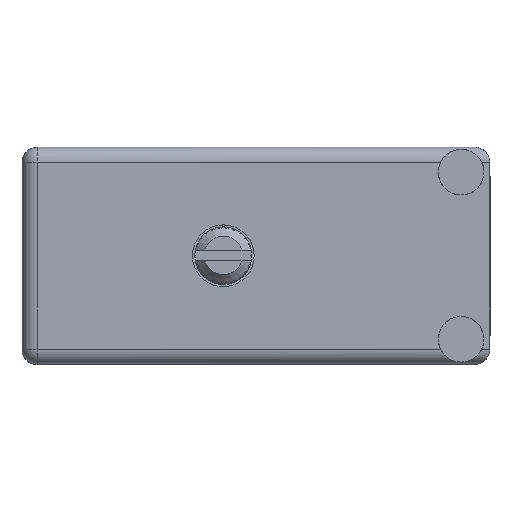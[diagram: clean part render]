
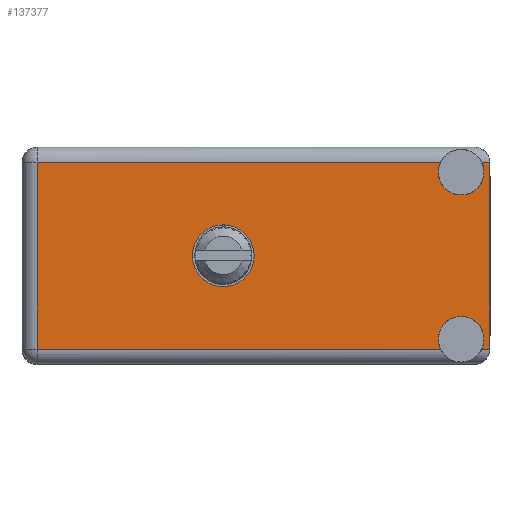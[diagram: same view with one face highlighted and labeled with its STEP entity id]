
A CAD part, top view. The second image highlights one B-rep face of the part: STEP entity #137377.
In plain terms, the highlighted face is planar.
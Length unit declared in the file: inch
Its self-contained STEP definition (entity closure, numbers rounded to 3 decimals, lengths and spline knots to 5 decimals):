
#4688 = VECTOR ( 'NONE', #128782, 39.37008 ) ;
#4743 = VERTEX_POINT ( 'NONE', #84003 ) ;
#5148 = EDGE_CURVE ( 'NONE', #106466, #19765, #65509, .T. ) ;
#5976 = CARTESIAN_POINT ( 'NONE',  ( 0., 0.906, -0.665 ) ) ;
#10687 = VERTEX_POINT ( 'NONE', #53620 ) ;
#12654 = VERTEX_POINT ( 'NONE', #153506 ) ;
#14294 = CARTESIAN_POINT ( 'NONE',  ( 0., 0.906, -0.715 ) ) ;
#15249 = VECTOR ( 'NONE', #40348, 39.37008 ) ;
#15638 = EDGE_CURVE ( 'NONE', #16736, #82809, #159032, .T. ) ;
#16226 = DIRECTION ( 'NONE',  ( 0., 1., 0. ) ) ;
#16439 = AXIS2_PLACEMENT_3D ( 'NONE', #100865, #144169, #56726 ) ;
#16736 = VERTEX_POINT ( 'NONE', #173975 ) ;
#19765 = VERTEX_POINT ( 'NONE', #56549 ) ;
#20118 = LINE ( 'NONE', #174377, #131313 ) ;
#20737 = CIRCLE ( 'NONE', #30818, 0.075 ) ;
#21147 = EDGE_CURVE ( 'NONE', #10687, #179080, #146645, .T. ) ;
#23487 = CARTESIAN_POINT ( 'NONE',  ( 1.445, 0.906, -0.5575 ) ) ;
#23495 = VERTEX_POINT ( 'NONE', #163010 ) ;
#23770 = ORIENTED_EDGE ( 'NONE', *, *, #50339, .F. ) ;
#27675 = CARTESIAN_POINT ( 'NONE',  ( 1.539, 0.906, -0.05 ) ) ;
#27925 = DIRECTION ( 'NONE',  ( 0., 0., 1. ) ) ;
#28558 = DIRECTION ( 'NONE',  ( 0., 1., 0. ) ) ;
#28668 = CARTESIAN_POINT ( 'NONE',  ( 1.445, 0.906, -0.0825 ) ) ;
#30609 = DIRECTION ( 'NONE',  ( -1., 0., 0. ) ) ;
#30818 = AXIS2_PLACEMENT_3D ( 'NONE', #65799, #169360, #181791 ) ;
#33242 = CARTESIAN_POINT ( 'NONE',  ( 1.37741, 0.906, -0.665 ) ) ;
#35107 = CIRCLE ( 'NONE', #135719, 0.075 ) ;
#37596 = EDGE_CURVE ( 'NONE', #4743, #23495, #20118, .T. ) ;
#38821 = CIRCLE ( 'NONE', #16439, 0.075 ) ;
#40348 = DIRECTION ( 'NONE',  ( -1., 0., 0. ) ) ;
#42905 = CARTESIAN_POINT ( 'NONE',  ( 0., 0.906, -0.665 ) ) ;
#44140 = LINE ( 'NONE', #102250, #4688 ) ;
#50339 = EDGE_CURVE ( 'NONE', #139918, #179080, #20737, .T. ) ;
#53620 = CARTESIAN_POINT ( 'NONE',  ( 1.539, 0.906, -0.665 ) ) ;
#55623 = EDGE_CURVE ( 'NONE', #165002, #139918, #117586, .T. ) ;
#56549 = CARTESIAN_POINT ( 'NONE',  ( 1.539, 0.906, -0.05 ) ) ;
#56726 = DIRECTION ( 'NONE',  ( 0., 0., 1. ) ) ;
#59793 = DIRECTION ( 'NONE',  ( 0., 0., 1. ) ) ;
#59952 = EDGE_LOOP ( 'NONE', ( #69056, #139616, #167131, #174364, #154193, #192106, #23770, #68315, #147715, #120332 ) ) ;
#61264 = CARTESIAN_POINT ( 'NONE',  ( 1.37741, 0.906, -0.05 ) ) ;
#63294 = VECTOR ( 'NONE', #88010, 39.37008 ) ;
#65509 = LINE ( 'NONE', #27675, #63294 ) ;
#65799 = CARTESIAN_POINT ( 'NONE',  ( 1.445, 0.906, -0.6325 ) ) ;
#66118 = EDGE_CURVE ( 'NONE', #106466, #12654, #35107, .T. ) ;
#68315 = ORIENTED_EDGE ( 'NONE', *, *, #55623, .F. ) ;
#69056 = ORIENTED_EDGE ( 'NONE', *, *, #179326, .T. ) ;
#69261 = FACE_OUTER_BOUND ( 'NONE', #59952, .T. ) ;
#71641 = CARTESIAN_POINT ( 'NONE',  ( 0.6625, 0.906, -0.3575 ) ) ;
#73829 = CARTESIAN_POINT ( 'NONE',  ( 1.51259, 0.906, -0.665 ) ) ;
#73899 = PLANE ( 'NONE',  #176062 ) ;
#77408 = EDGE_LOOP ( 'NONE', ( #91876, #96486 ) ) ;
#82809 = VERTEX_POINT ( 'NONE', #107281 ) ;
#84003 = CARTESIAN_POINT ( 'NONE',  ( 0.05, 0.906, -0.665 ) ) ;
#86552 = CARTESIAN_POINT ( 'NONE',  ( 0.6625, 0.906, -0.3575 ) ) ;
#88010 = DIRECTION ( 'NONE',  ( 1., 0., 0. ) ) ;
#88376 = DIRECTION ( 'NONE',  ( 0., 1., 0. ) ) ;
#91876 = ORIENTED_EDGE ( 'NONE', *, *, #15638, .F. ) ;
#93438 = EDGE_CURVE ( 'NONE', #12654, #106191, #38821, .T. ) ;
#96486 = ORIENTED_EDGE ( 'NONE', *, *, #106760, .F. ) ;
#99394 = DIRECTION ( 'NONE',  ( 0., 0., 1. ) ) ;
#100865 = CARTESIAN_POINT ( 'NONE',  ( 1.445, 0.906, -0.0825 ) ) ;
#102250 = CARTESIAN_POINT ( 'NONE',  ( 1.539, 0.906, 0. ) ) ;
#102687 = VECTOR ( 'NONE', #30609, 39.37008 ) ;
#105841 = LINE ( 'NONE', #42905, #15249 ) ;
#106191 = VERTEX_POINT ( 'NONE', #61264 ) ;
#106466 = VERTEX_POINT ( 'NONE', #189402 ) ;
#106760 = EDGE_CURVE ( 'NONE', #82809, #16736, #110375, .T. ) ;
#107281 = CARTESIAN_POINT ( 'NONE',  ( 0.6625, 0.906, -0.459 ) ) ;
#109789 = AXIS2_PLACEMENT_3D ( 'NONE', #71641, #128677, #143512 ) ;
#110375 = CIRCLE ( 'NONE', #143474, 0.1015 ) ;
#110879 = FACE_BOUND ( 'NONE', #77408, .T. ) ;
#116677 = CARTESIAN_POINT ( 'NONE',  ( 1.445, 0.906, -0.6325 ) ) ;
#117586 = CIRCLE ( 'NONE', #176282, 0.075 ) ;
#118517 = DIRECTION ( 'NONE',  ( 0., 0., 1. ) ) ;
#120332 = ORIENTED_EDGE ( 'NONE', *, *, #37596, .T. ) ;
#128677 = DIRECTION ( 'NONE',  ( 0., 1., 0. ) ) ;
#128782 = DIRECTION ( 'NONE',  ( 0., 0., 1. ) ) ;
#131313 = VECTOR ( 'NONE', #99394, 39.37008 ) ;
#134725 = DIRECTION ( 'NONE',  ( 0., 0., 1. ) ) ;
#135719 = AXIS2_PLACEMENT_3D ( 'NONE', #28668, #88376, #59793 ) ;
#137377 = ADVANCED_FACE ( 'NONE', ( #110879, #69261 ), #73899, .T. ) ;
#139616 = ORIENTED_EDGE ( 'NONE', *, *, #93438, .F. ) ;
#139918 = VERTEX_POINT ( 'NONE', #23487 ) ;
#143474 = AXIS2_PLACEMENT_3D ( 'NONE', #86552, #146398, #118517 ) ;
#143512 = DIRECTION ( 'NONE',  ( 0., 0., 1. ) ) ;
#144169 = DIRECTION ( 'NONE',  ( 0., 1., 0. ) ) ;
#145249 = LINE ( 'NONE', #162937, #175367 ) ;
#146398 = DIRECTION ( 'NONE',  ( 0., 1., 0. ) ) ;
#146645 = LINE ( 'NONE', #5976, #102687 ) ;
#147715 = ORIENTED_EDGE ( 'NONE', *, *, #155510, .T. ) ;
#150590 = DIRECTION ( 'NONE',  ( 1., 0., 0. ) ) ;
#152196 = EDGE_CURVE ( 'NONE', #10687, #19765, #44140, .T. ) ;
#153506 = CARTESIAN_POINT ( 'NONE',  ( 1.445, 0.906, -0.1575 ) ) ;
#154193 = ORIENTED_EDGE ( 'NONE', *, *, #152196, .F. ) ;
#155510 = EDGE_CURVE ( 'NONE', #165002, #4743, #105841, .T. ) ;
#159032 = CIRCLE ( 'NONE', #109789, 0.1015 ) ;
#162937 = CARTESIAN_POINT ( 'NONE',  ( 1.539, 0.906, -0.05 ) ) ;
#163010 = CARTESIAN_POINT ( 'NONE',  ( 0.05, 0.906, -0.05 ) ) ;
#165002 = VERTEX_POINT ( 'NONE', #33242 ) ;
#167131 = ORIENTED_EDGE ( 'NONE', *, *, #66118, .F. ) ;
#169360 = DIRECTION ( 'NONE',  ( 0., 1., 0. ) ) ;
#173975 = CARTESIAN_POINT ( 'NONE',  ( 0.6625, 0.906, -0.256 ) ) ;
#174364 = ORIENTED_EDGE ( 'NONE', *, *, #5148, .T. ) ;
#174377 = CARTESIAN_POINT ( 'NONE',  ( 0.05, 0.906, -0.715 ) ) ;
#175367 = VECTOR ( 'NONE', #150590, 39.37008 ) ;
#176062 = AXIS2_PLACEMENT_3D ( 'NONE', #14294, #16226, #134725 ) ;
#176282 = AXIS2_PLACEMENT_3D ( 'NONE', #116677, #28558, #27925 ) ;
#179080 = VERTEX_POINT ( 'NONE', #73829 ) ;
#179326 = EDGE_CURVE ( 'NONE', #23495, #106191, #145249, .T. ) ;
#181791 = DIRECTION ( 'NONE',  ( 0., 0., 1. ) ) ;
#189402 = CARTESIAN_POINT ( 'NONE',  ( 1.51259, 0.906, -0.05 ) ) ;
#192106 = ORIENTED_EDGE ( 'NONE', *, *, #21147, .T. ) ;
